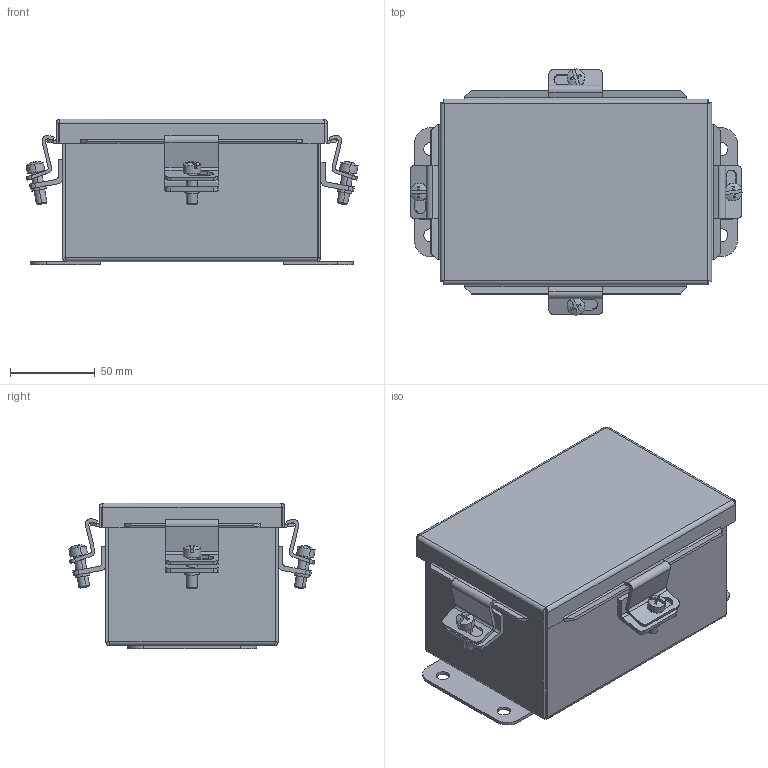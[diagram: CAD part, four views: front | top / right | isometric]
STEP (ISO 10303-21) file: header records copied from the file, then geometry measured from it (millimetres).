
FILE_DESCRIPTION (( 'STEP AP214' ), '1' );
FILE_NAME ('BN4060403SS.STEP', '2016-02-02T19:01:37', ( '' ), ( '' ), 'SwSTEP 2.0', 'SolidWorks 2014', '' );
FILE_SCHEMA (( 'AUTOMOTIVE_DESIGN' ));
Length unit declared in the file: inch
Products named in the file (9): 34895_1; BN4060403SSBKP_1; HFW3883_1; BN40604SSLID_1; C2001_1; 372135_1; C2002_1; 34973_1; BN4060403SS
Assembly tree (21 placements, depth 2):
  BN4060403SS
    34973_1  x4
    C2002_1  x4
    372135_1  x4
    C2001_1  x4
    BN40604SSLID_1
    HFW3883_1
    BN4060403SSBKP_1
    34895_1  x2
Bounding box: 195.89 x 145.38 x 86.04 mm (x, y, z)
Volume: 167139.3 mm3; surface area: 204804.3 mm2
Topology: 21 solids, 21 shells, 589 faces, 1444 edges, 914 vertices
Faces by surface type: plane 287, cylinder 200, torus 60, bspline 24, cone 10, sphere 8
Entity records: 12418 total; most frequent: CARTESIAN_POINT 3067, DIRECTION 1374, ORIENTED_EDGE 1352, EDGE_CURVE 676, AXIS2_PLACEMENT_3D 460, VECTOR 454, LINE 454, VERTEX_POINT 417
